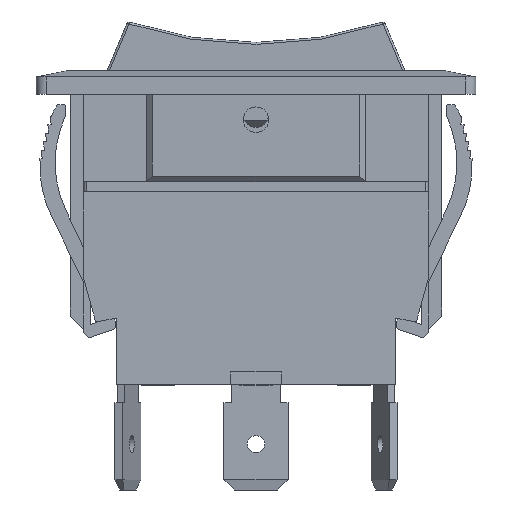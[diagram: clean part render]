
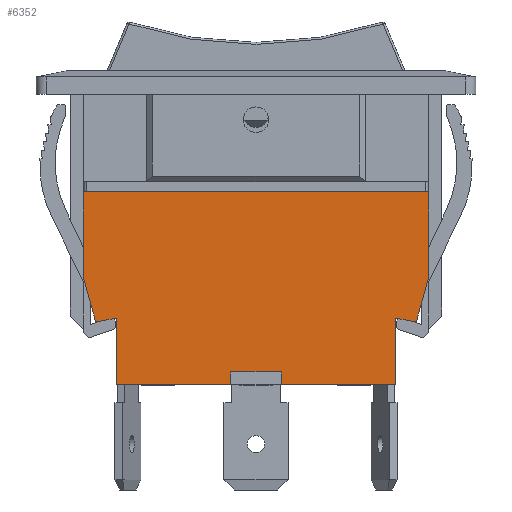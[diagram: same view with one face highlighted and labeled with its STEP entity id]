
A CAD part, front view. The second image highlights one B-rep face of the part: STEP entity #6352.
In plain terms, the highlighted planar face has unit normal (0, -1, 0).
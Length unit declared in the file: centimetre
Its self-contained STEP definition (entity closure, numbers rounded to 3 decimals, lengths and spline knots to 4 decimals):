
#475=FACE_OUTER_BOUND('',#833,.T.);
#833=EDGE_LOOP('',(#5184,#5185,#5186,#5187,#5188,#5189,#5190,#5191,#5192,
#5193,#5194,#5195,#5196,#5197));
#1441=LINE('',#9691,#2210);
#1444=LINE('',#9697,#2213);
#1448=LINE('',#9703,#2217);
#1466=LINE('',#9741,#2235);
#1470=LINE('',#9748,#2239);
#1471=LINE('',#9750,#2240);
#1494=LINE('',#9799,#2263);
#1510=LINE('',#9826,#2279);
#1532=LINE('',#9872,#2301);
#1535=LINE('',#9877,#2304);
#1538=LINE('',#9882,#2307);
#1539=LINE('',#9884,#2308);
#1540=LINE('',#9887,#2309);
#1541=LINE('',#9888,#2310);
#2210=VECTOR('',#7862,1.);
#2213=VECTOR('',#7867,1.);
#2217=VECTOR('',#7873,1.);
#2235=VECTOR('',#7897,1.);
#2239=VECTOR('',#7903,1.);
#2240=VECTOR('',#7906,1.);
#2263=VECTOR('',#7947,1.);
#2279=VECTOR('',#7963,1.);
#2301=VECTOR('',#8011,1.);
#2304=VECTOR('',#8016,1.);
#2307=VECTOR('',#8021,1.);
#2308=VECTOR('',#8024,1.);
#2309=VECTOR('',#8027,1.);
#2310=VECTOR('',#8028,1.);
#2860=VERTEX_POINT('',#9688);
#2861=VERTEX_POINT('',#9690);
#2862=VERTEX_POINT('',#9694);
#2863=VERTEX_POINT('',#9696);
#2880=VERTEX_POINT('',#9738);
#2881=VERTEX_POINT('',#9740);
#2882=VERTEX_POINT('',#9744);
#2883=VERTEX_POINT('',#9746);
#2900=VERTEX_POINT('',#9798);
#2911=VERTEX_POINT('',#9824);
#2922=VERTEX_POINT('',#9871);
#2923=VERTEX_POINT('',#9875);
#2924=VERTEX_POINT('',#9880);
#2925=VERTEX_POINT('',#9886);
#3616=EDGE_CURVE('',#2861,#2860,#1441,.T.);
#3619=EDGE_CURVE('',#2863,#2862,#1444,.T.);
#3623=EDGE_CURVE('',#2860,#2863,#1448,.T.);
#3641=EDGE_CURVE('',#2881,#2880,#1466,.T.);
#3645=EDGE_CURVE('',#2882,#2883,#1470,.T.);
#3646=EDGE_CURVE('',#2880,#2882,#1471,.T.);
#3669=EDGE_CURVE('',#2900,#2881,#1494,.T.);
#3685=EDGE_CURVE('',#2883,#2911,#1510,.T.);
#3707=EDGE_CURVE('',#2922,#2900,#1532,.T.);
#3710=EDGE_CURVE('',#2911,#2923,#1535,.T.);
#3713=EDGE_CURVE('',#2862,#2924,#1538,.T.);
#3714=EDGE_CURVE('',#2924,#2922,#1539,.T.);
#3715=EDGE_CURVE('',#2923,#2925,#1540,.T.);
#3716=EDGE_CURVE('',#2925,#2861,#1541,.T.);
#5184=ORIENTED_EDGE('',*,*,#3623,.T.);
#5185=ORIENTED_EDGE('',*,*,#3619,.T.);
#5186=ORIENTED_EDGE('',*,*,#3713,.T.);
#5187=ORIENTED_EDGE('',*,*,#3714,.T.);
#5188=ORIENTED_EDGE('',*,*,#3707,.T.);
#5189=ORIENTED_EDGE('',*,*,#3669,.T.);
#5190=ORIENTED_EDGE('',*,*,#3641,.T.);
#5191=ORIENTED_EDGE('',*,*,#3646,.T.);
#5192=ORIENTED_EDGE('',*,*,#3645,.T.);
#5193=ORIENTED_EDGE('',*,*,#3685,.T.);
#5194=ORIENTED_EDGE('',*,*,#3710,.T.);
#5195=ORIENTED_EDGE('',*,*,#3715,.T.);
#5196=ORIENTED_EDGE('',*,*,#3716,.T.);
#5197=ORIENTED_EDGE('',*,*,#3616,.T.);
#6055=PLANE('',#6766);
#6352=ADVANCED_FACE('',(#475),#6055,.T.);
#6766=AXIS2_PLACEMENT_3D('',#9885,#8025,#8026);
#7862=DIRECTION('',(0.,0.,1.));
#7867=DIRECTION('',(0.,0.,-1.));
#7873=DIRECTION('',(-1.,0.,0.));
#7897=DIRECTION('',(0.,0.,1.));
#7903=DIRECTION('',(0.,0.,-1.));
#7906=DIRECTION('',(1.,0.,0.));
#7947=DIRECTION('',(1.,0.,0.));
#7963=DIRECTION('',(1.,0.,0.));
#8011=DIRECTION('',(0.,0.,-1.));
#8016=DIRECTION('',(0.,0.,1.));
#8021=DIRECTION('',(0.268,0.,-0.964));
#8024=DIRECTION('',(0.981,0.,0.196));
#8025=DIRECTION('center_axis',(0.,-1.,0.));
#8026=DIRECTION('ref_axis',(0.,0.,1.));
#8027=DIRECTION('',(0.981,0.,-0.196));
#8028=DIRECTION('',(0.268,0.,0.964));
#9688=CARTESIAN_POINT('',(1.7,-0.975,1.87));
#9690=CARTESIAN_POINT('',(1.7,-0.975,1.04));
#9691=CARTESIAN_POINT('',(1.7,-0.975,0.04));
#9694=CARTESIAN_POINT('',(-1.7,-0.975,1.04));
#9696=CARTESIAN_POINT('',(-1.7,-0.975,1.87));
#9697=CARTESIAN_POINT('',(-1.7,-0.975,0.04));
#9703=CARTESIAN_POINT('',(2.1863,-0.975,1.87));
#9738=CARTESIAN_POINT('',(-0.25,-0.975,0.1));
#9740=CARTESIAN_POINT('',(-0.25,-0.975,-0.02));
#9741=CARTESIAN_POINT('',(-0.25,-0.975,0.01));
#9744=CARTESIAN_POINT('',(0.25,-0.975,0.1));
#9746=CARTESIAN_POINT('',(0.25,-0.975,-0.02));
#9748=CARTESIAN_POINT('',(0.25,-0.975,0.01));
#9750=CARTESIAN_POINT('',(0.85,-0.975,0.1));
#9798=CARTESIAN_POINT('',(-1.375,-0.975,-0.02));
#9799=CARTESIAN_POINT('',(1.7,-0.975,-0.02));
#9824=CARTESIAN_POINT('',(1.375,-0.975,-0.02));
#9826=CARTESIAN_POINT('',(1.7,-0.975,-0.02));
#9871=CARTESIAN_POINT('',(-1.375,-0.975,0.63));
#9872=CARTESIAN_POINT('',(-1.375,-0.975,0.01));
#9875=CARTESIAN_POINT('',(1.375,-0.975,0.63));
#9877=CARTESIAN_POINT('',(1.375,-0.975,0.01));
#9880=CARTESIAN_POINT('',(-1.575,-0.975,0.59));
#9882=CARTESIAN_POINT('',(-1.3868,-0.975,-0.0876));
#9884=CARTESIAN_POINT('',(0.0466,-0.975,0.9143));
#9885=CARTESIAN_POINT('Origin',(1.7,-0.975,0.04));
#9886=CARTESIAN_POINT('',(1.575,-0.975,0.59));
#9887=CARTESIAN_POINT('',(1.588,-0.975,0.5874));
#9888=CARTESIAN_POINT('',(1.5086,-0.975,0.3508));
